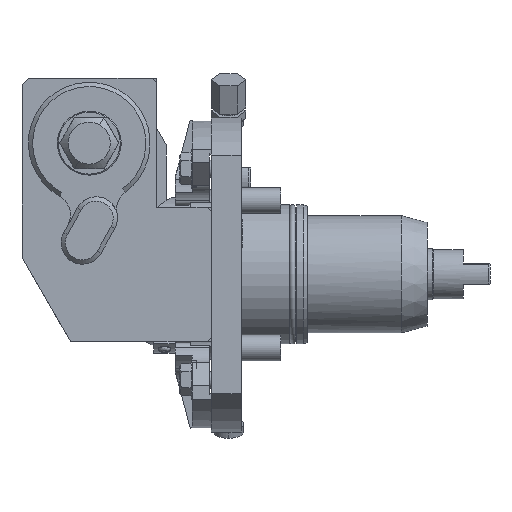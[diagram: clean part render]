
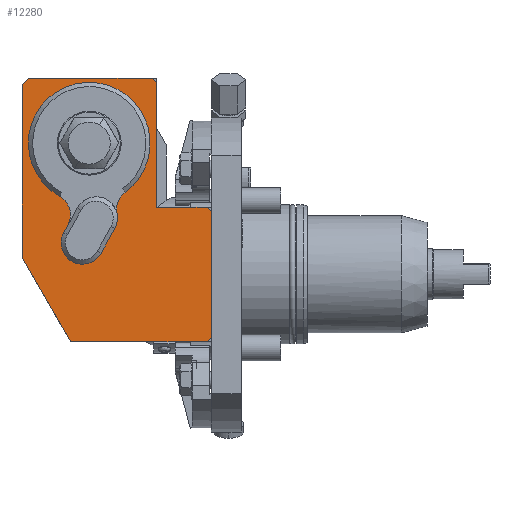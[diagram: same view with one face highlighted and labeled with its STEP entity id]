
A CAD part, front view. The second image highlights one B-rep face of the part: STEP entity #12280.
In plain terms, the highlighted planar face has unit normal (0, -1, 0).
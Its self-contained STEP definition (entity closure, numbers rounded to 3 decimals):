
#1123=DIRECTION('',(-0.707,0.,-0.707));
#1124=VECTOR('',#1123,2.828);
#1125=CARTESIAN_POINT('',(-14.,-95.,-29.5));
#1126=LINE('',#1125,#1124);
#1359=DIRECTION('',(0.707,0.,-0.707));
#1360=VECTOR('',#1359,2.828);
#1361=CARTESIAN_POINT('',(-16.,-95.,31.5));
#1362=LINE('',#1361,#1360);
#1367=DIRECTION('',(-0.707,0.,-0.707));
#1368=VECTOR('',#1367,4.243);
#1369=CARTESIAN_POINT('',(-99.716,-95.,91.943));
#1370=LINE('',#1369,#1368);
#1371=DIRECTION('',(-1.,0.,0.));
#1372=VECTOR('',#1371,58.);
#1373=CARTESIAN_POINT('',(-41.716,-95.,91.943));
#1374=LINE('',#1373,#1372);
#1375=DIRECTION('',(0.,0.,1.));
#1376=VECTOR('',#1375,58.443);
#1377=CARTESIAN_POINT('',(-39.716,-95.,31.5));
#1378=LINE('',#1377,#1376);
#1379=DIRECTION('',(-1.,0.,0.));
#1380=VECTOR('',#1379,23.716);
#1381=CARTESIAN_POINT('',(-16.,-95.,31.5));
#1382=LINE('',#1381,#1380);
#1383=DIRECTION('',(0.,0.,1.));
#1384=VECTOR('',#1383,59.);
#1385=CARTESIAN_POINT('',(-14.,-95.,-29.5));
#1386=LINE('',#1385,#1384);
#1387=DIRECTION('',(1.,0.,0.));
#1388=VECTOR('',#1387,63.911);
#1389=CARTESIAN_POINT('',(-79.911,-95.,-31.5));
#1390=LINE('',#1389,#1388);
#1391=DIRECTION('',(0.5,0.,-0.866));
#1392=VECTOR('',#1391,45.611);
#1393=CARTESIAN_POINT('',(-102.716,-95.,8.));
#1394=LINE('',#1393,#1392);
#1395=DIRECTION('',(0.,0.,-1.));
#1396=VECTOR('',#1395,80.943);
#1397=CARTESIAN_POINT('',(-102.716,-95.,88.943));
#1398=LINE('',#1397,#1396);
#1399=CARTESIAN_POINT('',(-48.428,-95.,30.412));
#1400=DIRECTION('',(0.,-1.,0.));
#1401=DIRECTION('',(-0.592,0.,0.806));
#1402=AXIS2_PLACEMENT_3D('',#1399,#1400,#1401);
#1404=CARTESIAN_POINT('',(-90.021,-95.,27.848));
#1405=DIRECTION('',(0.,-1.,0.));
#1406=DIRECTION('',(0.874,0.,-0.485));
#1407=AXIS2_PLACEMENT_3D('',#1404,#1405,#1406);
#1409=DIRECTION('',(-0.485,0.,-0.874));
#1410=VECTOR('',#1409,3.909);
#1411=CARTESIAN_POINT('',(-81.276,-95.,22.997));
#1412=LINE('',#1411,#1410);
#1413=CARTESIAN_POINT('',(-74.427,-95.,14.728));
#1414=DIRECTION('',(0.,-1.,0.));
#1415=DIRECTION('',(-0.874,0.,0.485));
#1416=AXIS2_PLACEMENT_3D('',#1413,#1414,#1415);
#1418=DIRECTION('',(0.485,0.,0.874));
#1419=VECTOR('',#1418,13.245);
#1420=CARTESIAN_POINT('',(-65.682,-95.,9.878));
#1421=LINE('',#1420,#1419);
#1422=CARTESIAN_POINT('',(-68.003,-95.,26.31));
#1423=DIRECTION('',(0.,-1.,0.));
#1424=DIRECTION('',(0.874,0.,-0.485));
#1425=AXIS2_PLACEMENT_3D('',#1422,#1423,#1424);
#1431=DIRECTION('',(0.707,0.,-0.707));
#1432=VECTOR('',#1431,2.828);
#1433=CARTESIAN_POINT('',(-41.716,-95.,91.943));
#1434=LINE('',#1433,#1432);
#1564=CARTESIAN_POINT('',(-71.216,-95.,61.443));
#1565=DIRECTION('',(0.,1.,0.));
#1566=DIRECTION('',(-0.488,0.,-0.873));
#1567=AXIS2_PLACEMENT_3D('',#1564,#1565,#1566);
#10269=CARTESIAN_POINT('',(-102.716,-95.,8.));
#10270=CARTESIAN_POINT('',(-79.911,-95.,-31.5));
#10271=VERTEX_POINT('',#10269);
#10272=VERTEX_POINT('',#10270);
#10273=CARTESIAN_POINT('',(-83.172,-95.,19.579));
#10274=CARTESIAN_POINT('',(-65.682,-95.,9.878));
#10275=VERTEX_POINT('',#10273);
#10276=VERTEX_POINT('',#10274);
#10277=CARTESIAN_POINT('',(-59.258,-95.,21.46));
#10278=VERTEX_POINT('',#10277);
#10295=CARTESIAN_POINT('',(-14.,-95.,-29.5));
#10296=CARTESIAN_POINT('',(-16.,-95.,-31.5));
#10297=VERTEX_POINT('',#10295);
#10298=VERTEX_POINT('',#10296);
#10299=CARTESIAN_POINT('',(-16.,-95.,31.5));
#10300=CARTESIAN_POINT('',(-14.,-95.,29.5));
#10301=VERTEX_POINT('',#10299);
#10302=VERTEX_POINT('',#10300);
#10303=CARTESIAN_POINT('',(-41.716,-95.,91.943));
#10304=CARTESIAN_POINT('',(-39.716,-95.,89.943));
#10305=VERTEX_POINT('',#10303);
#10306=VERTEX_POINT('',#10304);
#10307=CARTESIAN_POINT('',(-39.716,-95.,31.5));
#10308=VERTEX_POINT('',#10307);
#10309=CARTESIAN_POINT('',(-54.347,-95.,38.472));
#10310=CARTESIAN_POINT('',(-58.215,-95.,28.361));
#10311=VERTEX_POINT('',#10309);
#10312=VERTEX_POINT('',#10310);
#10313=CARTESIAN_POINT('',(-81.276,-95.,22.997));
#10314=CARTESIAN_POINT('',(-85.136,-95.,36.574));
#10315=VERTEX_POINT('',#10313);
#10316=VERTEX_POINT('',#10314);
#10335=CARTESIAN_POINT('',(-99.716,-95.,91.943));
#10336=CARTESIAN_POINT('',(-102.716,-95.,88.943));
#10337=VERTEX_POINT('',#10335);
#10338=VERTEX_POINT('',#10336);
#12245=CARTESIAN_POINT('',(-20.5,-95.,-24.5));
#12246=DIRECTION('',(0.,1.,0.));
#12247=DIRECTION('',(1.,0.,0.));
#12248=AXIS2_PLACEMENT_3D('',#12245,#12246,#12247);
#12249=PLANE('',#12248);
#12250=ORIENTED_EDGE('',*,*,#12120,.F.);
#12251=ORIENTED_EDGE('',*,*,#12137,.F.);
#12253=ORIENTED_EDGE('',*,*,#12252,.T.);
#12254=ORIENTED_EDGE('',*,*,#12174,.F.);
#12255=ORIENTED_EDGE('',*,*,#12190,.F.);
#12256=ORIENTED_EDGE('',*,*,#12239,.T.);
#12257=ORIENTED_EDGE('',*,*,#11937,.F.);
#12258=ORIENTED_EDGE('',*,*,#12000,.T.);
#12259=ORIENTED_EDGE('',*,*,#12013,.F.);
#12260=ORIENTED_EDGE('',*,*,#12030,.F.);
#12261=ORIENTED_EDGE('',*,*,#12051,.F.);
#12262=EDGE_LOOP('',(#12250,#12251,#12253,#12254,#12255,#12256,#12257,#12258,
#12259,#12260,#12261));
#12263=FACE_OUTER_BOUND('',#12262,.F.);
#12265=ORIENTED_EDGE('',*,*,#12264,.F.);
#12267=ORIENTED_EDGE('',*,*,#12266,.F.);
#12269=ORIENTED_EDGE('',*,*,#12268,.F.);
#12271=ORIENTED_EDGE('',*,*,#12270,.T.);
#12273=ORIENTED_EDGE('',*,*,#12272,.T.);
#12275=ORIENTED_EDGE('',*,*,#12274,.T.);
#12277=ORIENTED_EDGE('',*,*,#12276,.T.);
#12278=EDGE_LOOP('',(#12265,#12267,#12269,#12271,#12273,#12275,#12277));
#12279=FACE_BOUND('',#12278,.F.);
#12280=ADVANCED_FACE('',(#12263,#12279),#12249,.F.);
#1403=CIRCLE('',#1402,10.);
#1408=CIRCLE('',#1407,10.);
#1417=CIRCLE('',#1416,10.);
#1426=CIRCLE('',#1425,10.);
#1568=CIRCLE('',#1567,28.5);
#11937=EDGE_CURVE('',#10297,#10302,#1386,.T.);
#12000=EDGE_CURVE('',#10297,#10298,#1126,.T.);
#12013=EDGE_CURVE('',#10272,#10298,#1390,.T.);
#12030=EDGE_CURVE('',#10271,#10272,#1394,.T.);
#12051=EDGE_CURVE('',#10338,#10271,#1398,.T.);
#12120=EDGE_CURVE('',#10337,#10338,#1370,.T.);
#12137=EDGE_CURVE('',#10305,#10337,#1374,.T.);
#12174=EDGE_CURVE('',#10308,#10306,#1378,.T.);
#12190=EDGE_CURVE('',#10301,#10308,#1382,.T.);
#12239=EDGE_CURVE('',#10301,#10302,#1362,.T.);
#12252=EDGE_CURVE('',#10305,#10306,#1434,.T.);
#12264=EDGE_CURVE('',#10311,#10312,#1403,.T.);
#12266=EDGE_CURVE('',#10316,#10311,#1568,.T.);
#12268=EDGE_CURVE('',#10315,#10316,#1408,.T.);
#12270=EDGE_CURVE('',#10315,#10275,#1412,.T.);
#12272=EDGE_CURVE('',#10275,#10276,#1417,.T.);
#12274=EDGE_CURVE('',#10276,#10278,#1421,.T.);
#12276=EDGE_CURVE('',#10278,#10312,#1426,.T.);
